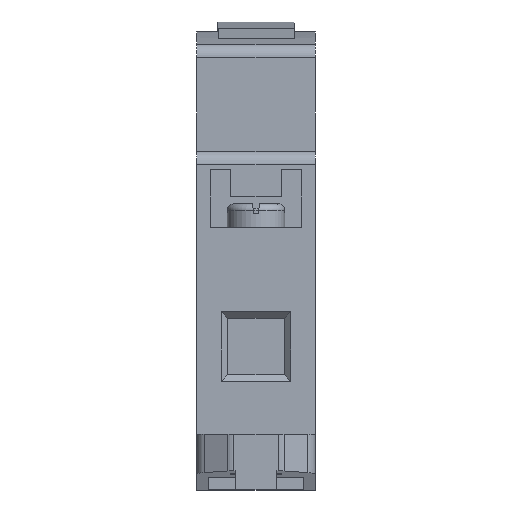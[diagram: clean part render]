
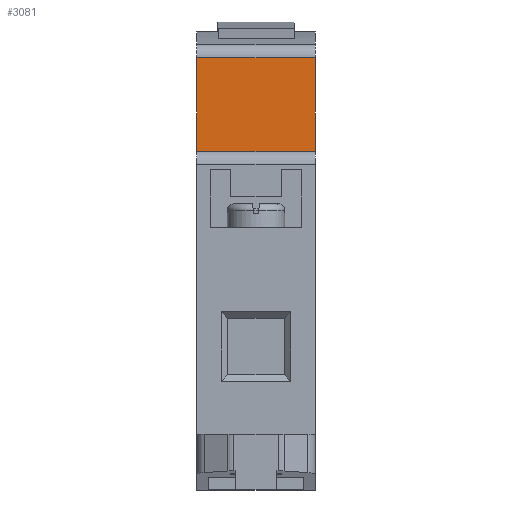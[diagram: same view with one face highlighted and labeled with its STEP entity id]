
A CAD part, front view. The second image highlights one B-rep face of the part: STEP entity #3081.
In plain terms, the highlighted planar face has unit normal (0, -1, 0).
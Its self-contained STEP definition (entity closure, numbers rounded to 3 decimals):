
#36 = CARTESIAN_POINT ( 'NONE',  ( 8.75, -22.6, 49.9 ) ) ;
#131 = VERTEX_POINT ( 'NONE', #1678 ) ;
#135 = LINE ( 'NONE', #3236, #1992 ) ;
#151 = LINE ( 'NONE', #4079, #1172 ) ;
#448 = DIRECTION ( 'NONE',  ( -1., 0., 0. ) ) ;
#684 = CARTESIAN_POINT ( 'NONE',  ( -8.75, -22.6, 49.9 ) ) ;
#735 = DIRECTION ( 'NONE',  ( 0., 1., 0. ) ) ;
#761 = LINE ( 'NONE', #684, #2977 ) ;
#964 = PLANE ( 'NONE',  #3540 ) ;
#1114 = CARTESIAN_POINT ( 'NONE',  ( 8.75, -22.6, 49.9 ) ) ;
#1172 = VECTOR ( 'NONE', #2536, 1000. ) ;
#1433 = ORIENTED_EDGE ( 'NONE', *, *, #3996, .T. ) ;
#1496 = DIRECTION ( 'NONE',  ( 0., 0., -1. ) ) ;
#1581 = EDGE_CURVE ( 'NONE', #131, #4606, #3132, .T. ) ;
#1678 = CARTESIAN_POINT ( 'NONE',  ( 8.75, -22.6, 49.9 ) ) ;
#1906 = ORIENTED_EDGE ( 'NONE', *, *, #4438, .F. ) ;
#1992 = VECTOR ( 'NONE', #4826, 1000. ) ;
#2198 = CARTESIAN_POINT ( 'NONE',  ( -8.75, -22.6, 49.9 ) ) ;
#2288 = DIRECTION ( 'NONE',  ( 0., 0., 1. ) ) ;
#2536 = DIRECTION ( 'NONE',  ( 0., 0., -1. ) ) ;
#2593 = CARTESIAN_POINT ( 'NONE',  ( 8.75, -22.6, 63.728 ) ) ;
#2817 = ORIENTED_EDGE ( 'NONE', *, *, #1581, .F. ) ;
#2977 = VECTOR ( 'NONE', #1496, 1000. ) ;
#3081 = ADVANCED_FACE ( 'NONE', ( #4643 ), #964, .F. ) ;
#3132 = LINE ( 'NONE', #36, #3360 ) ;
#3236 = CARTESIAN_POINT ( 'NONE',  ( 8.75, -22.6, 63.728 ) ) ;
#3293 = VERTEX_POINT ( 'NONE', #2593 ) ;
#3360 = VECTOR ( 'NONE', #448, 1000. ) ;
#3372 = VERTEX_POINT ( 'NONE', #4925 ) ;
#3540 = AXIS2_PLACEMENT_3D ( 'NONE', #1114, #735, #2288 ) ;
#3688 = ORIENTED_EDGE ( 'NONE', *, *, #4227, .T. ) ;
#3903 = EDGE_LOOP ( 'NONE', ( #1906, #1433, #3688, #2817 ) ) ;
#3996 = EDGE_CURVE ( 'NONE', #3293, #3372, #135, .T. ) ;
#4079 = CARTESIAN_POINT ( 'NONE',  ( 8.75, -22.6, 49.9 ) ) ;
#4227 = EDGE_CURVE ( 'NONE', #3372, #4606, #761, .T. ) ;
#4438 = EDGE_CURVE ( 'NONE', #3293, #131, #151, .T. ) ;
#4606 = VERTEX_POINT ( 'NONE', #2198 ) ;
#4643 = FACE_OUTER_BOUND ( 'NONE', #3903, .T. ) ;
#4826 = DIRECTION ( 'NONE',  ( -1., 0., 0. ) ) ;
#4925 = CARTESIAN_POINT ( 'NONE',  ( -8.75, -22.6, 63.728 ) ) ;
